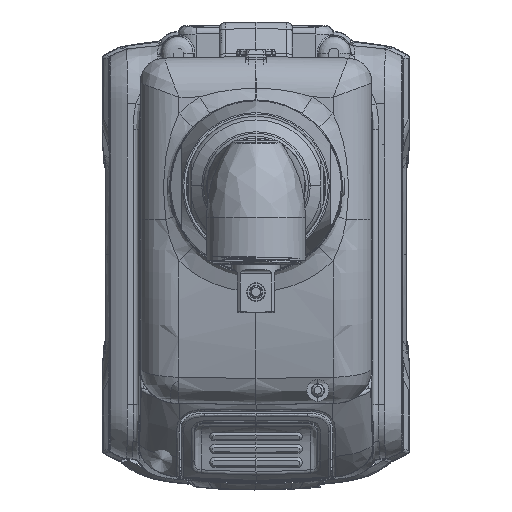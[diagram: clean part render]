
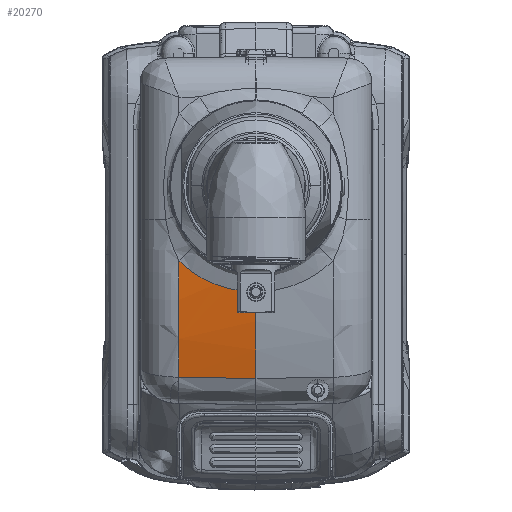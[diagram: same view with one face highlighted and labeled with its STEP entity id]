
A CAD part, top view. The second image highlights one B-rep face of the part: STEP entity #20270.
In plain terms, the highlighted conical face has half-angle 1 degrees and reference radius 152.227 mm.
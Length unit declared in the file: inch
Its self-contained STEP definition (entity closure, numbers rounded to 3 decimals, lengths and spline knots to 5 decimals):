
#14111=CARTESIAN_POINT('',(0.,-0.31255,-13.70607));
#14112=DIRECTION('',(1.,0.,0.));
#14113=DIRECTION('',(0.,-0.122,0.993));
#14114=AXIS2_PLACEMENT_3D('',#14111,#14112,#14113);
#14116=CARTESIAN_POINT('',(-0.77948,-1.90499,
-7.93536));
#14117=CARTESIAN_POINT('',(-0.69043,-1.90662,
-7.9342));
#14118=CARTESIAN_POINT('',(-0.5141,-1.90984,
-7.9319));
#14119=CARTESIAN_POINT('',(-0.26683,-1.91436,
-7.92867));
#14120=CARTESIAN_POINT('',(-0.08967,-1.9176,
-7.92636));
#14121=CARTESIAN_POINT('',(0.,-1.91924,
-7.92519));
#14123=CARTESIAN_POINT('',(-0.77948,-0.31255,
-13.70607));
#14124=DIRECTION('',(-1.,0.,0.));
#14125=DIRECTION('',(0.,-0.266,0.964));
#14126=AXIS2_PLACEMENT_3D('',#14123,#14124,#14125);
#14128=CARTESIAN_POINT('',(-0.77948,-0.73077,
-7.7343));
#14129=CARTESIAN_POINT('',(-0.75867,-0.7511,
-7.73536));
#14130=CARTESIAN_POINT('',(-0.71761,-0.78788,
-7.73742));
#14131=CARTESIAN_POINT('',(-0.65968,-0.83266,
-7.74017));
#14132=CARTESIAN_POINT('',(-0.60547,-0.86936,
-7.74254));
#14133=CARTESIAN_POINT('',(-0.55312,-0.90066,
-7.74464));
#14134=CARTESIAN_POINT('',(-0.4995,-0.92891,
-7.74656));
#14135=CARTESIAN_POINT('',(-0.44332,-0.95469,
-7.7483));
#14136=CARTESIAN_POINT('',(-0.38542,-0.97747,
-7.74978));
#14137=CARTESIAN_POINT('',(-0.32656,-0.99698,
-7.75096));
#14138=CARTESIAN_POINT('',(-0.26638,-1.01337,
-7.75181));
#14139=CARTESIAN_POINT('',(-0.2041,-1.02672,
-7.75231));
#14140=CARTESIAN_POINT('',(-0.13907,-1.03692,
-7.7524));
#14141=CARTESIAN_POINT('',(-0.06977,-1.04363,
-7.752));
#14142=CARTESIAN_POINT('',(-0.02343,-1.0453,
-7.75139));
#14143=CARTESIAN_POINT('',(0.,-1.04543,
-7.751));
#14398=CARTESIAN_POINT('',(-0.77948,-0.73077,
-7.7343));
#14414=CARTESIAN_POINT('',(-0.77948,-1.90499,
-7.93536));
#18417=CARTESIAN_POINT('',(0.,-1.04543,-7.751));
#18418=CARTESIAN_POINT('',(0.,-1.91924,-7.92519));
#18419=VERTEX_POINT('',#18417);
#18420=VERTEX_POINT('',#18418);
#18428=VERTEX_POINT('',#14414);
#19335=VERTEX_POINT('',#14398);
#20255=CARTESIAN_POINT('',(-0.38974,-0.31255,
-13.70607));
#20256=DIRECTION('',(1.,0.,0.));
#20257=DIRECTION('',(0.,1.,0.));
#20258=AXIS2_PLACEMENT_3D('',#20255,#20256,#20257);
#20259=CONICAL_SURFACE('',#20258,5.9932,1.);
#20261=ORIENTED_EDGE('',*,*,#20260,.T.);
#20263=ORIENTED_EDGE('',*,*,#20262,.F.);
#20265=ORIENTED_EDGE('',*,*,#20264,.T.);
#20267=ORIENTED_EDGE('',*,*,#20266,.T.);
#20268=EDGE_LOOP('',(#20261,#20263,#20265,#20267));
#20269=FACE_OUTER_BOUND('',#20268,.F.);
#20270=ADVANCED_FACE('',(#20269),#20259,.T.);
#14115=CIRCLE('',#14114,6.);
#14122=B_SPLINE_CURVE_WITH_KNOTS('',3,(#14116,#14117,#14118,#14119,#14120,
#14121),.UNSPECIFIED.,.F.,.F.,(4,1,1,4),(0.,0.33333,
0.66667,1.),.UNSPECIFIED.);
#14127=CIRCLE('',#14126,5.98639);
#14144=B_SPLINE_CURVE_WITH_KNOTS('',3,(#14128,#14129,#14130,#14131,#14132,
#14133,#14134,#14135,#14136,#14137,#14138,#14139,#14140,#14141,#14142,#14143),
.UNSPECIFIED.,.F.,.F.,(4,1,1,1,1,1,1,1,1,1,1,1,1,4),(0.,0.07692,
0.15385,0.23077,0.30769,0.38462,
0.46154,0.53846,0.61538,0.69231,
0.76923,0.84615,0.92308,1.),.UNSPECIFIED.);
#20260=EDGE_CURVE('',#18419,#18420,#14115,.T.);
#20262=EDGE_CURVE('',#18428,#18420,#14122,.T.);
#20264=EDGE_CURVE('',#18428,#19335,#14127,.T.);
#20266=EDGE_CURVE('',#19335,#18419,#14144,.T.);
